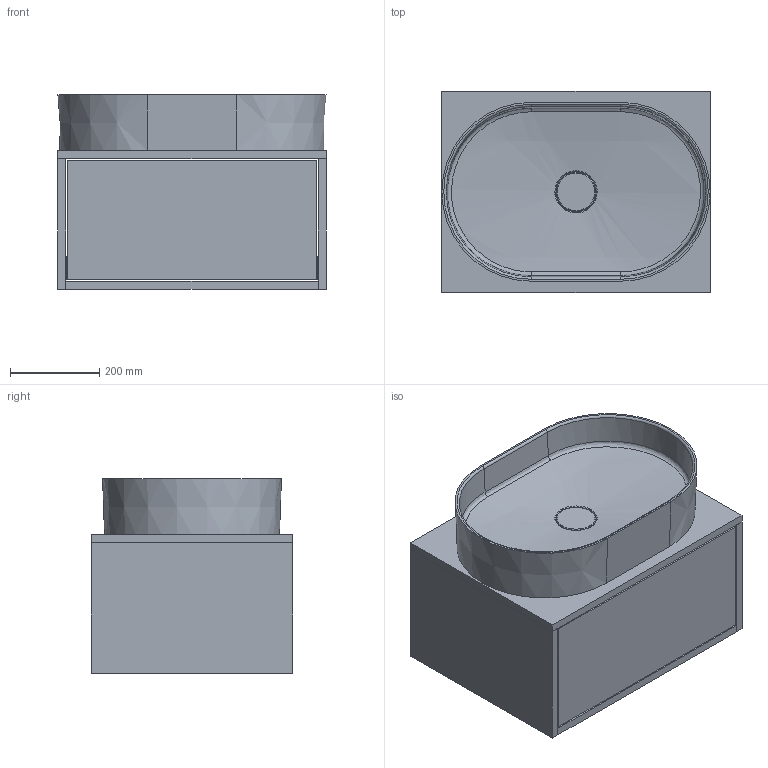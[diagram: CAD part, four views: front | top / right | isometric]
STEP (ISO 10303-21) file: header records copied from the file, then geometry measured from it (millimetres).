
FILE_DESCRIPTION(/* description */ (''),/* implementation_level */ '2;1');
FILE_NAME(/* name */ 'CLOUD_600+kira.stp',/* time_stamp */ '2025-10-23T15:23:33+03:00',/* author */ ('ya'),/* organization */ (''),/* preprocessor_version */ 'ST-DEVELOPER v18.1',/* originating_system */ 'Autodesk Inventor 2022',/* authorisation */ '');
FILE_SCHEMA (('AUTOMOTIVE_DESIGN { 1 0 10303 214 3 1 1 }'));
Length unit declared in the file: millimetre
Products named in the file (3): CLOUD_600+kira; CLOUD_600; Kira
Assembly tree (2 placements, depth 2):
  CLOUD_600+kira
    CLOUD_600
    Kira
Bounding box: 600 x 450 x 435 mm (x, y, z)
Volume: 26505074.3 mm3; surface area: 3640497.1 mm2
Topology: 14 solids, 14 shells, 165 faces, 356 edges, 222 vertices
Faces by surface type: plane 96, bspline 32, torus 12, cylinder 11, cone 8, sphere 6
Full cylindrical faces by diameter (mm): 6 x2, 45 x1, 88 x1, 120 x1
Entity records: 15796 total; most frequent: CARTESIAN_POINT 12216, ORIENTED_EDGE 708, DIRECTION 693, EDGE_CURVE 354, AXIS2_PLACEMENT_3D 250, VERTEX_POINT 222, LINE 193, VECTOR 193
